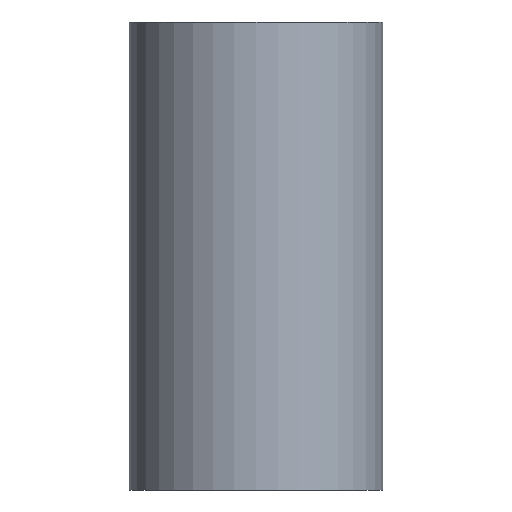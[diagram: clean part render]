
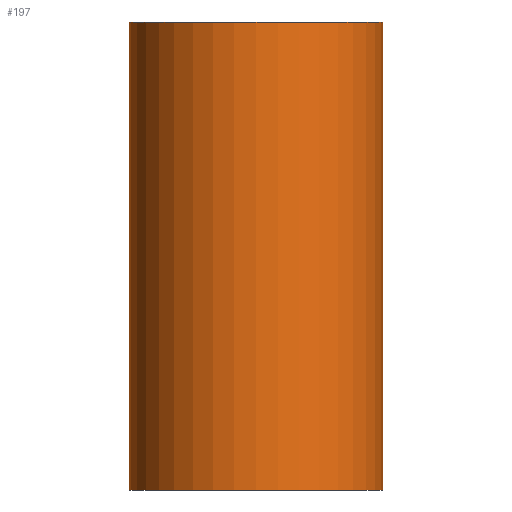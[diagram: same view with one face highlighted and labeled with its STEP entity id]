
A CAD part, front view. The second image highlights one B-rep face of the part: STEP entity #197.
In plain terms, the highlighted cylindrical face has radius 25.5 mm (diameter 51 mm), a full revolution.
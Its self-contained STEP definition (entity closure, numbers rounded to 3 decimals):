
#16=B_SPLINE_CURVE_WITH_KNOTS('',3,(#377,#378,#379,#380,#381,#382,#383,
#384,#385,#386,#387,#388,#389,#390,#391,#392,#393,#394,#395,#396,#397,#398,
#399,#400,#401,#402,#403,#404,#405,#406,#407,#408,#409,#410,#411,#412,#413,
#414,#415,#416,#417,#418,#419,#420,#421,#422,#423,#424,#425,#426),
 .UNSPECIFIED.,.T.,.F.,(4,2,2,2,2,2,2,2,2,2,2,2,2,2,2,2,2,2,2,2,2,2,2,2,
4),(0.,0.271,0.542,1.084,1.624,
1.893,2.163,2.433,2.703,3.242,
3.784,4.055,4.326,4.597,4.868,
5.41,5.95,6.22,6.49,6.759,
7.029,7.569,8.111,8.382,8.653),
 .UNSPECIFIED.);
#29=CYLINDRICAL_SURFACE('',#230,25.5);
#44=FACE_BOUND('',#92,.T.);
#45=FACE_BOUND('',#93,.T.);
#61=FACE_OUTER_BOUND('',#91,.T.);
#91=EDGE_LOOP('',(#174));
#92=EDGE_LOOP('',(#175));
#93=EDGE_LOOP('',(#176));
#101=CIRCLE('',#208,25.5);
#105=CIRCLE('',#215,25.5);
#116=VERTEX_POINT('',#307);
#120=VERTEX_POINT('',#318);
#129=VERTEX_POINT('',#376);
#133=EDGE_CURVE('',#116,#116,#101,.T.);
#137=EDGE_CURVE('',#120,#120,#105,.T.);
#146=EDGE_CURVE('',#129,#129,#16,.T.);
#174=ORIENTED_EDGE('',*,*,#133,.F.);
#175=ORIENTED_EDGE('',*,*,#137,.F.);
#176=ORIENTED_EDGE('',*,*,#146,.T.);
#197=ADVANCED_FACE('',(#61,#44,#45),#29,.T.);
#208=AXIS2_PLACEMENT_3D('',#308,#247,#248);
#215=AXIS2_PLACEMENT_3D('',#319,#261,#262);
#230=AXIS2_PLACEMENT_3D('',#427,#291,#292);
#247=DIRECTION('center_axis',(0.,0.,1.));
#248=DIRECTION('ref_axis',(-1.,0.,0.));
#261=DIRECTION('center_axis',(0.,0.,-1.));
#262=DIRECTION('ref_axis',(-1.,0.,0.));
#291=DIRECTION('center_axis',(0.,0.,1.));
#292=DIRECTION('ref_axis',(-1.,0.,0.));
#307=CARTESIAN_POINT('',(25.5,0.,47.));
#308=CARTESIAN_POINT('Origin',(0.,0.,47.));
#318=CARTESIAN_POINT('',(25.5,0.,-47.));
#319=CARTESIAN_POINT('Origin',(0.,0.,-47.));
#376=CARTESIAN_POINT('',(14.,21.313,0.));
#377=CARTESIAN_POINT('Ctrl Pts',(14.,21.313,0.));
#378=CARTESIAN_POINT('Ctrl Pts',(14.,21.313,0.903));
#379=CARTESIAN_POINT('Ctrl Pts',(13.911,21.372,1.829));
#380=CARTESIAN_POINT('Ctrl Pts',(13.547,21.605,3.654));
#381=CARTESIAN_POINT('Ctrl Pts',(13.271,21.778,4.554));
#382=CARTESIAN_POINT('Ctrl Pts',(12.192,22.412,7.128));
#383=CARTESIAN_POINT('Ctrl Pts',(11.124,22.984,8.675));
#384=CARTESIAN_POINT('Ctrl Pts',(8.68,24.014,11.119));
#385=CARTESIAN_POINT('Ctrl Pts',(7.132,24.546,12.191));
#386=CARTESIAN_POINT('Ctrl Pts',(4.552,25.106,13.272));
#387=CARTESIAN_POINT('Ctrl Pts',(3.65,25.254,13.548));
#388=CARTESIAN_POINT('Ctrl Pts',(1.824,25.451,13.912));
#389=CARTESIAN_POINT('Ctrl Pts',(0.899,25.5,14.));
#390=CARTESIAN_POINT('Ctrl Pts',(-0.899,25.5,14.));
#391=CARTESIAN_POINT('Ctrl Pts',(-1.824,25.451,13.912));
#392=CARTESIAN_POINT('Ctrl Pts',(-3.65,25.254,13.548));
#393=CARTESIAN_POINT('Ctrl Pts',(-4.552,25.106,13.272));
#394=CARTESIAN_POINT('Ctrl Pts',(-7.132,24.546,12.191));
#395=CARTESIAN_POINT('Ctrl Pts',(-8.68,24.014,11.119));
#396=CARTESIAN_POINT('Ctrl Pts',(-11.124,22.984,8.675));
#397=CARTESIAN_POINT('Ctrl Pts',(-12.192,22.412,7.128));
#398=CARTESIAN_POINT('Ctrl Pts',(-13.271,21.778,4.554));
#399=CARTESIAN_POINT('Ctrl Pts',(-13.547,21.605,3.654));
#400=CARTESIAN_POINT('Ctrl Pts',(-13.911,21.372,1.829));
#401=CARTESIAN_POINT('Ctrl Pts',(-14.,21.313,0.903));
#402=CARTESIAN_POINT('Ctrl Pts',(-14.,21.313,-0.903));
#403=CARTESIAN_POINT('Ctrl Pts',(-13.911,21.372,-1.829));
#404=CARTESIAN_POINT('Ctrl Pts',(-13.547,21.605,-3.654));
#405=CARTESIAN_POINT('Ctrl Pts',(-13.271,21.778,-4.554));
#406=CARTESIAN_POINT('Ctrl Pts',(-12.192,22.412,-7.128));
#407=CARTESIAN_POINT('Ctrl Pts',(-11.124,22.984,-8.675));
#408=CARTESIAN_POINT('Ctrl Pts',(-8.68,24.014,-11.119));
#409=CARTESIAN_POINT('Ctrl Pts',(-7.132,24.546,-12.191));
#410=CARTESIAN_POINT('Ctrl Pts',(-4.552,25.106,-13.272));
#411=CARTESIAN_POINT('Ctrl Pts',(-3.65,25.254,-13.548));
#412=CARTESIAN_POINT('Ctrl Pts',(-1.824,25.451,-13.912));
#413=CARTESIAN_POINT('Ctrl Pts',(-0.899,25.5,-14.));
#414=CARTESIAN_POINT('Ctrl Pts',(0.899,25.5,-14.));
#415=CARTESIAN_POINT('Ctrl Pts',(1.824,25.451,-13.912));
#416=CARTESIAN_POINT('Ctrl Pts',(3.65,25.254,-13.548));
#417=CARTESIAN_POINT('Ctrl Pts',(4.552,25.106,-13.272));
#418=CARTESIAN_POINT('Ctrl Pts',(7.132,24.546,-12.191));
#419=CARTESIAN_POINT('Ctrl Pts',(8.68,24.014,-11.119));
#420=CARTESIAN_POINT('Ctrl Pts',(11.124,22.984,-8.675));
#421=CARTESIAN_POINT('Ctrl Pts',(12.192,22.412,-7.128));
#422=CARTESIAN_POINT('Ctrl Pts',(13.271,21.778,-4.554));
#423=CARTESIAN_POINT('Ctrl Pts',(13.547,21.605,-3.654));
#424=CARTESIAN_POINT('Ctrl Pts',(13.911,21.372,-1.829));
#425=CARTESIAN_POINT('Ctrl Pts',(14.,21.313,-0.903));
#426=CARTESIAN_POINT('Ctrl Pts',(14.,21.313,0.));
#427=CARTESIAN_POINT('Origin',(0.,0.,0.));
